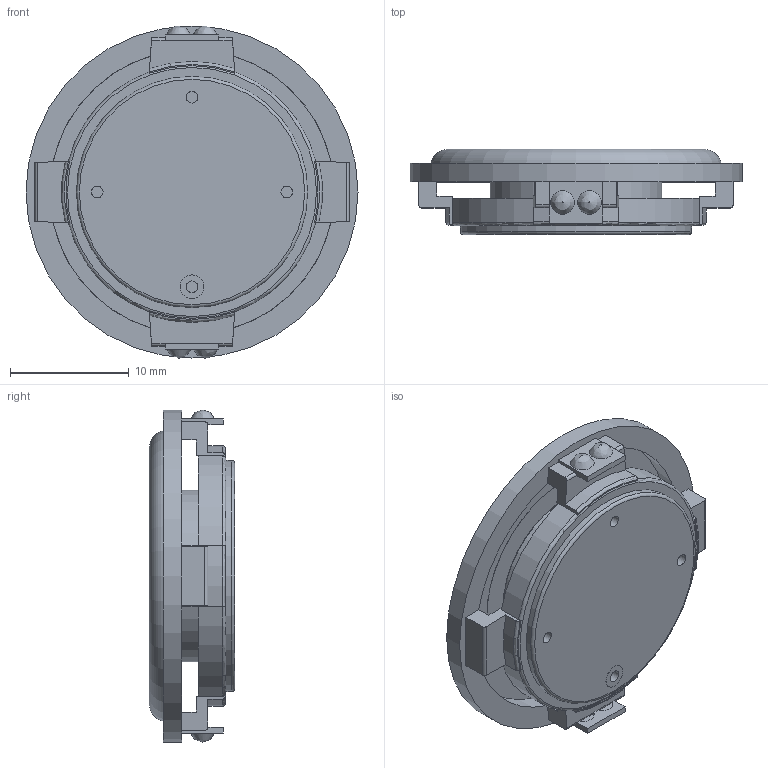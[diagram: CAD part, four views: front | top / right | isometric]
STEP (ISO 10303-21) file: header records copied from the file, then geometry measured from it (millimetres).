
FILE_DESCRIPTION(/* description */ (''),/* implementation_level */ '2;1');
FILE_NAME(/* name */ 'AS02804PR-N50-R.stp',/* time_stamp */ '2017-09-29T08:24:20-04:00',/* author */ ('vandenbroek'),/* organization */ (''),/* preprocessor_version */ 'ST-DEVELOPER v16.1',/* originating_system */ 'Autodesk Inventor 2016',/* authorisation */ '');
FILE_SCHEMA (('AUTOMOTIVE_DESIGN { 1 0 10303 214 3 1 1 }'));
Length unit declared in the file: millimetre
Products named in the file (1): AS02804PR-N50-R
Bounding box: 28 x 7.21 x 28 mm (x, y, z)
Volume: 1492.2 mm3; surface area: 3051.3 mm2
Topology: 1 solids, 2 shells, 111 faces, 291 edges, 189 vertices
Faces by surface type: plane 57, cylinder 41, torus 7, bspline 6
Full cylindrical faces by diameter (mm): 1 x4, 2 x1, 14.048 x1, 14.5 x2, 18.5 x1, 19.5 x2, 24 x1, 24.5 x1, 27.5 x1, 28 x1
Entity records: 3804 total; most frequent: CARTESIAN_POINT 930, DIRECTION 554, ORIENTED_EDGE 534, EDGE_CURVE 266, AXIS2_PLACEMENT_3D 212, VERTEX_POINT 184, EDGE_LOOP 152, LINE 130
